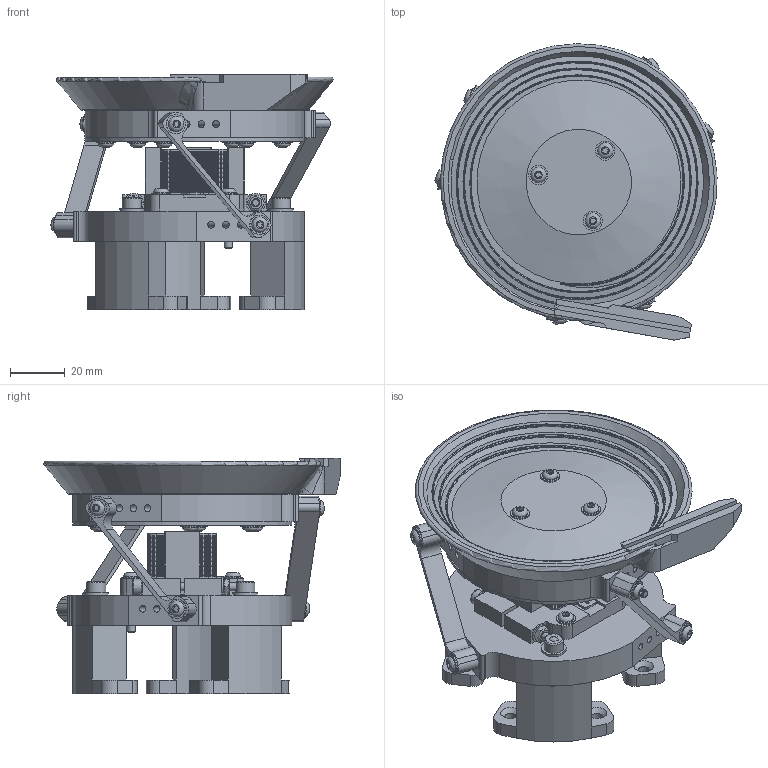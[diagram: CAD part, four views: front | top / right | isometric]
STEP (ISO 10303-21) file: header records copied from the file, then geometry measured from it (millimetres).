
FILE_DESCRIPTION(/* description */ (''),/* implementation_level */ '2;1');
FILE_NAME(/* name */ 'ASSEMBLY_Main.stp',/* time_stamp */ '2025-07-27T11:21:51+02:00',/* author */ ('Andrzej'),/* organization */ (''),/* preprocessor_version */ 'ST-DEVELOPER v20.1',/* originating_system */ 'Autodesk Inventor 2026',/* authorisation */ '');
FILE_SCHEMA (('AUTOMOTIVE_DESIGN { 1 0 10303 214 3 1 1 }'));
Length unit declared in the file: millimetre
Products named in the file (20): ASSEMBLY_Main; 3DP_ABS_Bowl_Feeder_Base_Plate; ASSEMBLY_Electromagnet; DIN 912 - M3 x 40; DIN 934 - M3; COTS_GENERIC_Transformer_Core; 3DP_ABS_Electromagnet_Clamps; 3DP_ABS_Electromagnet_Coil_Holder; COTS_GENERIC_Transformer_Electromagnet_Coil_Layer; 3DP_ABS_Bowl_Springs_Mount_Plate; 3DP_ABS_Bowl_Spring; 3DP_ABS_Bowl_For_1206_SMD_Components; CNCM_STEEL_Bowl_Electromagnet_Plate; 3DP_ABS_Bowl_Feeder_Standoff; DIN 125-2 - A 4,3; DIN 912 - M4 x 25; ISO 7380-1 - M3 x 8; ISO 7380-1 - M3 x 12; ISO 7380-1 - M3 x 20; DIN 125-2 - A 3,2
Assembly tree (125 placements, depth 3):
  ASSEMBLY_Main
    ISO 7380-1 - M3 x 20  x10
    DIN 125-2 - A 3,2  x23
    DIN 934 - M3  x4
    3DP_ABS_Bowl_Feeder_Base_Plate
    ASSEMBLY_Electromagnet
      DIN 125-2 - A 3,2  x4
      DIN 912 - M3 x 40  x2
      DIN 934 - M3  x2
      COTS_GENERIC_Transformer_Core
      3DP_ABS_Electromagnet_Clamps  x2
      3DP_ABS_Electromagnet_Coil_Holder
      COTS_GENERIC_Transformer_Electromagnet_Coil_Layer  x50
    3DP_ABS_Bowl_Springs_Mount_Plate
    3DP_ABS_Bowl_Spring  x3
    3DP_ABS_Bowl_For_1206_SMD_Components
    CNCM_STEEL_Bowl_Electromagnet_Plate
    3DP_ABS_Bowl_Feeder_Standoff  x3
    DIN 125-2 - A 4,3  x3
    DIN 912 - M4 x 25  x3
    ISO 7380-1 - M3 x 12  x3
    ISO 7380-1 - M3 x 8  x6
Bounding box: 102.93 x 108.13 x 85.9 mm (x, y, z)
Volume: 195526.1 mm3; surface area: 140519.7 mm2
Topology: 124 solids, 124 shells, 1705 faces, 4198 edges, 2766 vertices
Faces by surface type: plane 840, cylinder 486, torus 233, cone 109, bspline 37
Full cylindrical faces by diameter (mm): 1.2 x4, 2.459 x6, 2.5 x30, 3 x47, 3.2 x27, 3.9 x3, 4 x16, 4.3 x3, 5.5 x2, 5.7 x19, 7 x30, 9 x3, 35 x1, 45 x1, 80 x1
Entity records: 17780 total; most frequent: CARTESIAN_POINT 5373, DIRECTION 2527, ORIENTED_EDGE 2226, EDGE_CURVE 1113, AXIS2_PLACEMENT_3D 951, VERTEX_POINT 739, LINE 625, VECTOR 625
